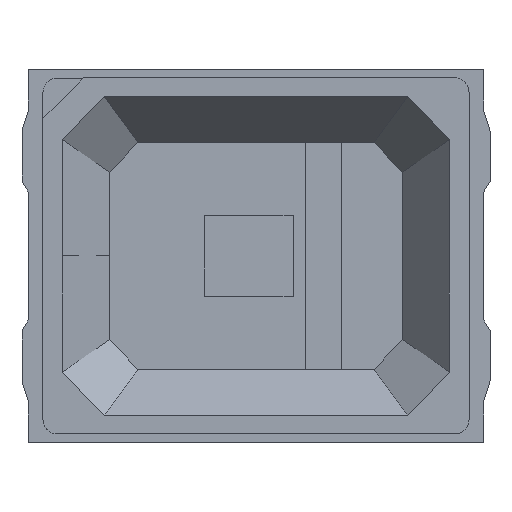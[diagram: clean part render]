
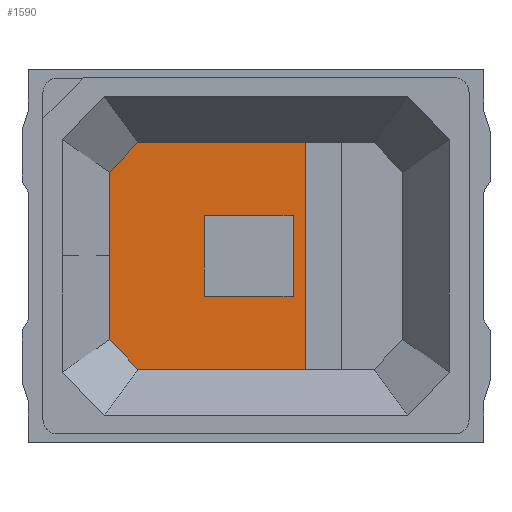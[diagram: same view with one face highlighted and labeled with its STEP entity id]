
A CAD part, top view. The second image highlights one B-rep face of the part: STEP entity #1590.
In plain terms, the highlighted planar face has unit normal (0, 0, 1).
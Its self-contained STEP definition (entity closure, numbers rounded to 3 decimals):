
#1397 = VERTEX_POINT('',#1398);
#1398 = CARTESIAN_POINT('',(-1.098,0.625,0.26));
#1404 = EDGE_CURVE('',#1397,#1405,#1407,.T.);
#1405 = VERTEX_POINT('',#1406);
#1406 = CARTESIAN_POINT('',(-0.883,0.847,0.26));
#1407 = LINE('',#1408,#1409);
#1408 = CARTESIAN_POINT('',(-1.098,0.625,0.26));
#1409 = VECTOR('',#1410,1.);
#1410 = DIRECTION('',(0.695,0.719,0.));
#1435 = EDGE_CURVE('',#1405,#1436,#1438,.T.);
#1436 = VERTEX_POINT('',#1437);
#1437 = CARTESIAN_POINT('',(0.369,0.847,0.26));
#1438 = LINE('',#1439,#1440);
#1439 = CARTESIAN_POINT('',(-0.883,0.847,0.26));
#1440 = VECTOR('',#1441,1.);
#1441 = DIRECTION('',(1.,0.,0.));
#1468 = VERTEX_POINT('',#1469);
#1469 = CARTESIAN_POINT('',(0.369,-0.847,0.26));
#1475 = EDGE_CURVE('',#1468,#1436,#1476,.T.);
#1476 = LINE('',#1477,#1478);
#1477 = CARTESIAN_POINT('',(0.369,-0.847,0.26));
#1478 = VECTOR('',#1479,1.);
#1479 = DIRECTION('',(0.,1.,0.));
#1499 = VERTEX_POINT('',#1500);
#1500 = CARTESIAN_POINT('',(-0.883,-0.847,0.26));
#1506 = EDGE_CURVE('',#1499,#1468,#1507,.T.);
#1507 = LINE('',#1508,#1509);
#1508 = CARTESIAN_POINT('',(-0.883,-0.847,0.26));
#1509 = VECTOR('',#1510,1.);
#1510 = DIRECTION('',(1.,0.,0.));
#1530 = VERTEX_POINT('',#1531);
#1531 = CARTESIAN_POINT('',(-1.098,-0.625,0.26));
#1537 = EDGE_CURVE('',#1530,#1499,#1538,.T.);
#1538 = LINE('',#1539,#1540);
#1539 = CARTESIAN_POINT('',(-1.098,-0.625,0.26));
#1540 = VECTOR('',#1541,1.);
#1541 = DIRECTION('',(0.695,-0.719,0.));
#1559 = EDGE_CURVE('',#1397,#1530,#1560,.T.);
#1560 = LINE('',#1561,#1562);
#1561 = CARTESIAN_POINT('',(-1.098,0.625,0.26));
#1562 = VECTOR('',#1563,1.);
#1563 = DIRECTION('',(0.,-1.,0.));
#1590 = ADVANCED_FACE('',(#1591),#1599,.T.);
#1591 = FACE_BOUND('',#1592,.F.);
#1592 = EDGE_LOOP('',(#1593,#1594,#1595,#1596,#1597,#1598));
#1593 = ORIENTED_EDGE('',*,*,#1404,.T.);
#1594 = ORIENTED_EDGE('',*,*,#1435,.T.);
#1595 = ORIENTED_EDGE('',*,*,#1475,.F.);
#1596 = ORIENTED_EDGE('',*,*,#1506,.F.);
#1597 = ORIENTED_EDGE('',*,*,#1537,.F.);
#1598 = ORIENTED_EDGE('',*,*,#1559,.F.);
#1599 = PLANE('',#1600);
#1600 = AXIS2_PLACEMENT_3D('',#1601,#1602,#1603);
#1601 = CARTESIAN_POINT('',(0.142,0.,0.26));
#1602 = DIRECTION('',(0.,0.,1.));
#1603 = DIRECTION('',(1.,0.,-0.));
